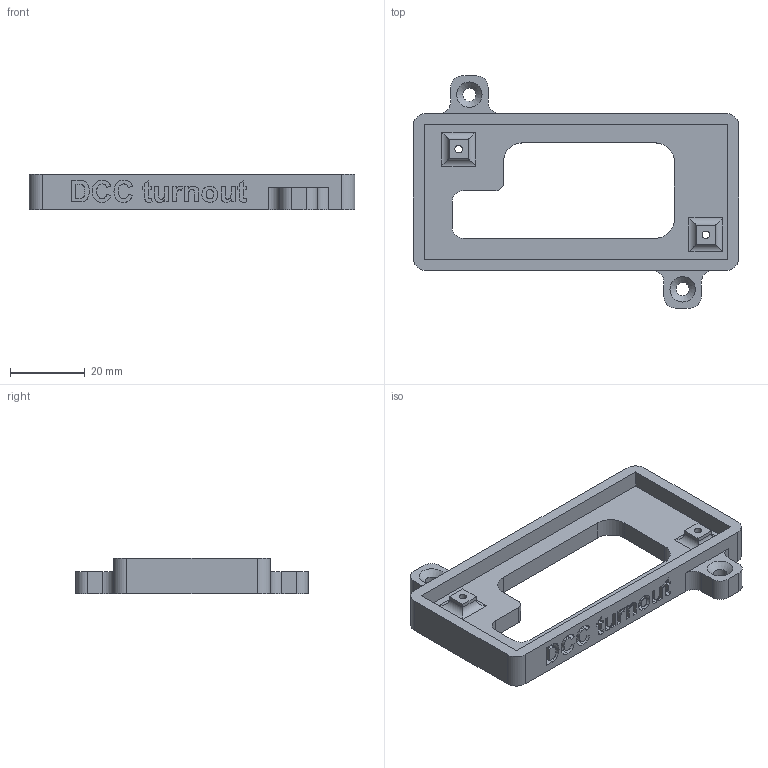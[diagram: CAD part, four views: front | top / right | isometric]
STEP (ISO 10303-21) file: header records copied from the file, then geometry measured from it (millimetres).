
FILE_DESCRIPTION(/* description */ (''),/* implementation_level */ '2;1');
FILE_NAME(/* name */ 'supportCarteDecodeurAiguillage v4.step',/* time_stamp */ '2018-10-07T00:24:35+02:00',/* author */ (''),/* organization */ (''),/* preprocessor_version */ 'ST-DEVELOPER v17.2',/* originating_system */ 'Autodesk Translation Framework v7.6.0.251',/* authorisation */ '');
FILE_SCHEMA (('AUTOMOTIVE_DESIGN { 1 0 10303 214 3 1 1 }'));
Length unit declared in the file: millimetre
Products named in the file (1): supportCarteDecodeurAiguillage
Bounding box: 87 x 62 x 9.6 mm (x, y, z)
Volume: 15816.3 mm3; surface area: 10474.7 mm2
Topology: 1 solids, 1 shells, 351 faces, 965 edges, 640 vertices
Faces by surface type: bspline 166, plane 153, cylinder 30, cone 2
Full cylindrical faces by diameter (mm): 2 x2, 3.6 x2
Entity records: 12655 total; most frequent: CARTESIAN_POINT 4779, ORIENTED_EDGE 1930, DIRECTION 1059, EDGE_CURVE 965, VERTEX_POINT 640, LINE 579, VECTOR 579, EDGE_LOOP 385
